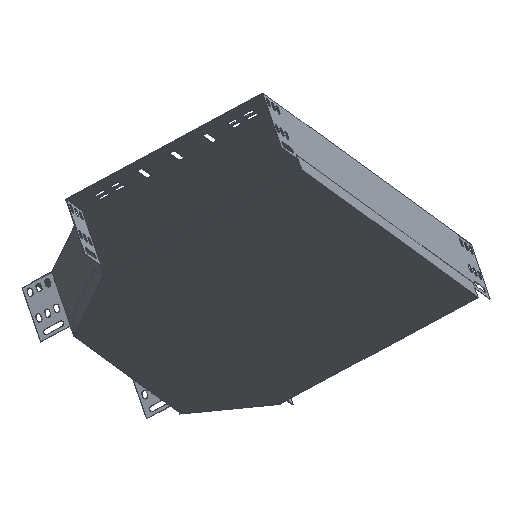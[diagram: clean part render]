
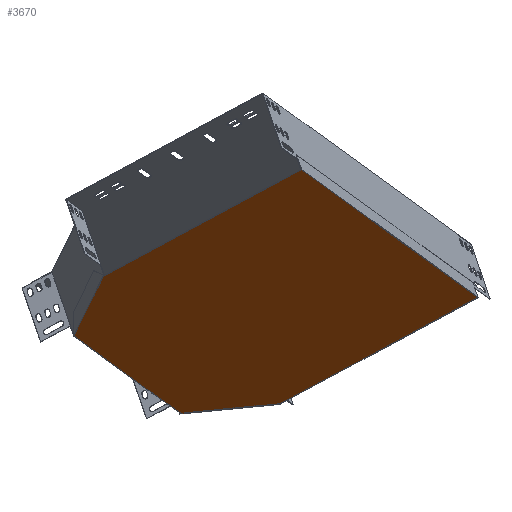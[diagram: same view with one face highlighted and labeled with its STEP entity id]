
A CAD part, front view. The second image highlights one B-rep face of the part: STEP entity #3670.
In plain terms, the highlighted planar face has unit normal (0.283, -0.485, -0.827).
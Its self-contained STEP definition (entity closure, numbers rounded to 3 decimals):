
#336 = CARTESIAN_POINT ( 'NONE',  ( -241.962, 136.476, 61.213 ) ) ;
#473 = ORIENTED_EDGE ( 'NONE', *, *, #2773, .T. ) ;
#484 = LINE ( 'NONE', #11083, #2152 ) ;
#704 = EDGE_LOOP ( 'NONE', ( #7487, #5177, #10652, #3188, #10959, #6706, #9316, #9624, #5331, #473 ) ) ;
#765 = CARTESIAN_POINT ( 'NONE',  ( -241.962, 136.476, 61.213 ) ) ;
#783 = DIRECTION ( 'NONE',  ( 0.845, -0.283, 0.455 ) ) ;
#881 = LINE ( 'NONE', #10438, #8378 ) ;
#1026 = EDGE_CURVE ( 'NONE', #7121, #7849, #881, .T. ) ;
#1138 = CARTESIAN_POINT ( 'NONE',  ( -300.584, 303.436, -56.804 ) ) ;
#1287 = AXIS2_PLACEMENT_3D ( 'NONE', #1138, #4070, #10879 ) ;
#1371 = VECTOR ( 'NONE', #783, 1000. ) ;
#1813 = CARTESIAN_POINT ( 'NONE',  ( -203.536, 25.234, 139.629 ) ) ;
#1971 = VERTEX_POINT ( 'NONE', #3957 ) ;
#2128 = PLANE ( 'NONE',  #1287 ) ;
#2152 = VECTOR ( 'NONE', #12085, 1000. ) ;
#2198 = CARTESIAN_POINT ( 'NONE',  ( -105.562, 386.412, -38.812 ) ) ;
#2258 = CARTESIAN_POINT ( 'NONE',  ( 51.205, -60.78, 277.206 ) ) ;
#2640 = EDGE_CURVE ( 'NONE', #8542, #7849, #7096, .T. ) ;
#2773 = EDGE_CURVE ( 'NONE', #6419, #8542, #8176, .T. ) ;
#2938 = VECTOR ( 'NONE', #7369, 1000. ) ;
#2962 = VERTEX_POINT ( 'NONE', #3697 ) ;
#3067 = DIRECTION ( 'NONE',  ( -0.845, 0.283, -0.455 ) ) ;
#3188 = ORIENTED_EDGE ( 'NONE', *, *, #11579, .T. ) ;
#3453 = CARTESIAN_POINT ( 'NONE',  ( -242.513, 136.245, 61.16 ) ) ;
#3670 = ADVANCED_FACE ( 'NONE', ( #6617 ), #2128, .F. ) ;
#3697 = CARTESIAN_POINT ( 'NONE',  ( -204.271, 24.926, 139.559 ) ) ;
#3957 = CARTESIAN_POINT ( 'NONE',  ( 279.455, 354.442, 111.594 ) ) ;
#4070 = DIRECTION ( 'NONE',  ( -0.283, 0.485, 0.827 ) ) ;
#5177 = ORIENTED_EDGE ( 'NONE', *, *, #1026, .F. ) ;
#5194 = DIRECTION ( 'NONE',  ( 0.455, 0.827, -0.33 ) ) ;
#5210 = LINE ( 'NONE', #12103, #8142 ) ;
#5328 = VECTOR ( 'NONE', #7675, 1000. ) ;
#5331 = ORIENTED_EDGE ( 'NONE', *, *, #5467, .F. ) ;
#5467 = EDGE_CURVE ( 'NONE', #6419, #2962, #484, .T. ) ;
#5727 = EDGE_CURVE ( 'NONE', #5774, #1971, #11737, .T. ) ;
#5774 = VERTEX_POINT ( 'NONE', #6693 ) ;
#6419 = VERTEX_POINT ( 'NONE', #11840 ) ;
#6617 = FACE_OUTER_BOUND ( 'NONE', #704, .T. ) ;
#6693 = CARTESIAN_POINT ( 'NONE',  ( 24.75, 439.752, -25.556 ) ) ;
#6706 = ORIENTED_EDGE ( 'NONE', *, *, #8276, .F. ) ;
#6858 = EDGE_CURVE ( 'NONE', #2962, #6859, #10505, .T. ) ;
#6859 = VERTEX_POINT ( 'NONE', #8652 ) ;
#6919 = VECTOR ( 'NONE', #3067, 1000. ) ;
#7096 = LINE ( 'NONE', #336, #12569 ) ;
#7121 = VERTEX_POINT ( 'NONE', #2198 ) ;
#7262 = DIRECTION ( 'NONE',  ( 0.276, -0.785, 0.555 ) ) ;
#7369 = DIRECTION ( 'NONE',  ( 0.919, 0.385, 0.088 ) ) ;
#7487 = ORIENTED_EDGE ( 'NONE', *, *, #2640, .T. ) ;
#7644 = VERTEX_POINT ( 'NONE', #11766 ) ;
#7675 = DIRECTION ( 'NONE',  ( 0.919, 0.385, 0.088 ) ) ;
#7849 = VERTEX_POINT ( 'NONE', #12117 ) ;
#7974 = CARTESIAN_POINT ( 'NONE',  ( 51.044, -59.618, 276.469 ) ) ;
#8142 = VECTOR ( 'NONE', #7262, 1000. ) ;
#8145 = DIRECTION ( 'NONE',  ( 0.455, 0.827, -0.33 ) ) ;
#8176 = LINE ( 'NONE', #3453, #2938 ) ;
#8265 = DIRECTION ( 'NONE',  ( 0.919, 0.385, 0.088 ) ) ;
#8276 = EDGE_CURVE ( 'NONE', #10313, #1971, #11848, .T. ) ;
#8378 = VECTOR ( 'NONE', #11427, 1000. ) ;
#8542 = VERTEX_POINT ( 'NONE', #765 ) ;
#8652 = CARTESIAN_POINT ( 'NONE',  ( -202.985, 25.465, 139.682 ) ) ;
#9220 = LINE ( 'NONE', #7974, #6919 ) ;
#9276 = VECTOR ( 'NONE', #5194, 1000. ) ;
#9316 = ORIENTED_EDGE ( 'NONE', *, *, #10813, .T. ) ;
#9624 = ORIENTED_EDGE ( 'NONE', *, *, #6858, .F. ) ;
#9666 = VECTOR ( 'NONE', #8265, 1000. ) ;
#10313 = VERTEX_POINT ( 'NONE', #11618 ) ;
#10438 = CARTESIAN_POINT ( 'NONE',  ( -105.341, 385.784, -38.368 ) ) ;
#10505 = LINE ( 'NONE', #1813, #5328 ) ;
#10652 = ORIENTED_EDGE ( 'NONE', *, *, #10992, .T. ) ;
#10813 = EDGE_CURVE ( 'NONE', #10313, #6859, #9220, .T. ) ;
#10879 = DIRECTION ( 'NONE',  ( -0.455, -0.827, 0.33 ) ) ;
#10959 = ORIENTED_EDGE ( 'NONE', *, *, #5727, .T. ) ;
#10992 = EDGE_CURVE ( 'NONE', #7121, #7644, #12243, .T. ) ;
#11083 = CARTESIAN_POINT ( 'NONE',  ( -243.56, 136.825, 60.462 ) ) ;
#11158 = CARTESIAN_POINT ( 'NONE',  ( -106.601, 385.976, -38.912 ) ) ;
#11427 = DIRECTION ( 'NONE',  ( 0.276, -0.785, 0.555 ) ) ;
#11579 = EDGE_CURVE ( 'NONE', #7644, #5774, #5210, .T. ) ;
#11618 = CARTESIAN_POINT ( 'NONE',  ( 51.72, -59.845, 276.833 ) ) ;
#11737 = LINE ( 'NONE', #12450, #1371 ) ;
#11766 = CARTESIAN_POINT ( 'NONE',  ( 24.364, 440.851, -26.333 ) ) ;
#11840 = CARTESIAN_POINT ( 'NONE',  ( -243.248, 135.937, 61.09 ) ) ;
#11848 = LINE ( 'NONE', #2258, #9276 ) ;
#12085 = DIRECTION ( 'NONE',  ( 0.276, -0.785, 0.555 ) ) ;
#12103 = CARTESIAN_POINT ( 'NONE',  ( 24.584, 440.223, -25.889 ) ) ;
#12117 = CARTESIAN_POINT ( 'NONE',  ( -105.176, 385.313, -38.035 ) ) ;
#12243 = LINE ( 'NONE', #11158, #9666 ) ;
#12450 = CARTESIAN_POINT ( 'NONE',  ( 24.75, 439.752, -25.556 ) ) ;
#12569 = VECTOR ( 'NONE', #8145, 1000. ) ;
